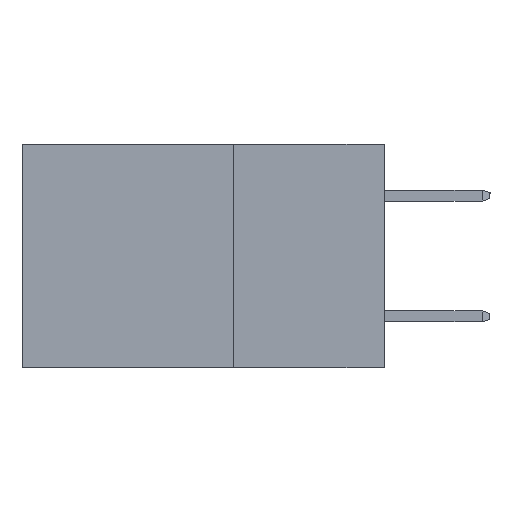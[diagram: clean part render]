
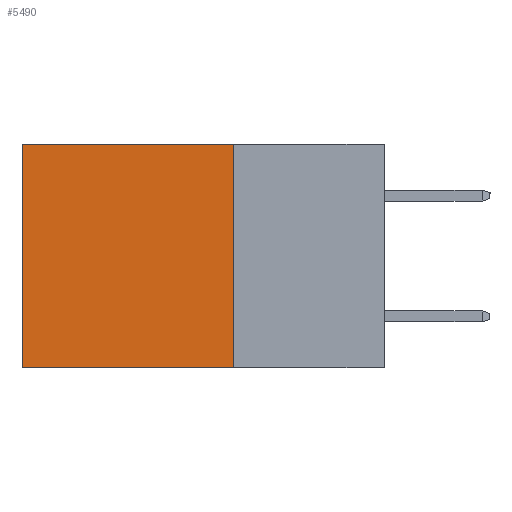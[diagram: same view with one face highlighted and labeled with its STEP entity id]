
A CAD part, left-side view. The second image highlights one B-rep face of the part: STEP entity #5490.
In plain terms, the highlighted planar face has unit normal (-1, 0, 0).
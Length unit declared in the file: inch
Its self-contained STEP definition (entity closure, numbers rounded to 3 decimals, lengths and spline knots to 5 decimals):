
#29 = EDGE_CURVE ( 'NONE', #11351, #6881, #9464, .T. ) ;
#651 = LINE ( 'NONE', #11902, #7874 ) ;
#681 = EDGE_CURVE ( 'NONE', #12602, #6881, #7226, .T. ) ;
#827 = VECTOR ( 'NONE', #10466, 39.37008 ) ;
#1327 = CARTESIAN_POINT ( 'NONE',  ( 0.2615, 0.25, 0. ) ) ;
#1406 = ORIENTED_EDGE ( 'NONE', *, *, #1723, .T. ) ;
#1627 = EDGE_LOOP ( 'NONE', ( #10968, #4614, #2383, #1406 ) ) ;
#1723 = EDGE_CURVE ( 'NONE', #9108, #12602, #4549, .T. ) ;
#2166 = CARTESIAN_POINT ( 'NONE',  ( 0.2615, 0.25, -0.37 ) ) ;
#2383 = ORIENTED_EDGE ( 'NONE', *, *, #8716, .F. ) ;
#2664 = DIRECTION ( 'NONE',  ( 0., 1., 0. ) ) ;
#3518 = CARTESIAN_POINT ( 'NONE',  ( 0.2615, 0.25, -0.37 ) ) ;
#3661 = CARTESIAN_POINT ( 'NONE',  ( 0.2615, 0.25, -0.37 ) ) ;
#4549 = LINE ( 'NONE', #9616, #8267 ) ;
#4614 = ORIENTED_EDGE ( 'NONE', *, *, #29, .F. ) ;
#5490 = ADVANCED_FACE ( 'NONE', ( #7251 ), #11327, .F. ) ;
#6736 = AXIS2_PLACEMENT_3D ( 'NONE', #2166, #10113, #9288 ) ;
#6881 = VERTEX_POINT ( 'NONE', #11550 ) ;
#7226 = LINE ( 'NONE', #11302, #9188 ) ;
#7251 = FACE_OUTER_BOUND ( 'NONE', #1627, .T. ) ;
#7874 = VECTOR ( 'NONE', #8960, 39.37008 ) ;
#8267 = VECTOR ( 'NONE', #2664, 39.37008 ) ;
#8487 = DIRECTION ( 'NONE',  ( 0., 0., -1. ) ) ;
#8716 = EDGE_CURVE ( 'NONE', #9108, #11351, #651, .T. ) ;
#8960 = DIRECTION ( 'NONE',  ( 0., 0., -1. ) ) ;
#9108 = VERTEX_POINT ( 'NONE', #1327 ) ;
#9188 = VECTOR ( 'NONE', #8487, 39.37008 ) ;
#9288 = DIRECTION ( 'NONE',  ( 0., 0., -1. ) ) ;
#9464 = LINE ( 'NONE', #3518, #827 ) ;
#9616 = CARTESIAN_POINT ( 'NONE',  ( 0.2615, 0.25, 0. ) ) ;
#10113 = DIRECTION ( 'NONE',  ( 1., 0., 0. ) ) ;
#10466 = DIRECTION ( 'NONE',  ( 0., 1., 0. ) ) ;
#10968 = ORIENTED_EDGE ( 'NONE', *, *, #681, .T. ) ;
#11302 = CARTESIAN_POINT ( 'NONE',  ( 0.2615, 0.6, -0.37 ) ) ;
#11327 = PLANE ( 'NONE',  #6736 ) ;
#11351 = VERTEX_POINT ( 'NONE', #3661 ) ;
#11502 = CARTESIAN_POINT ( 'NONE',  ( 0.2615, 0.6, 0. ) ) ;
#11550 = CARTESIAN_POINT ( 'NONE',  ( 0.2615, 0.6, -0.37 ) ) ;
#11902 = CARTESIAN_POINT ( 'NONE',  ( 0.2615, 0.25, -0.37 ) ) ;
#12602 = VERTEX_POINT ( 'NONE', #11502 ) ;
